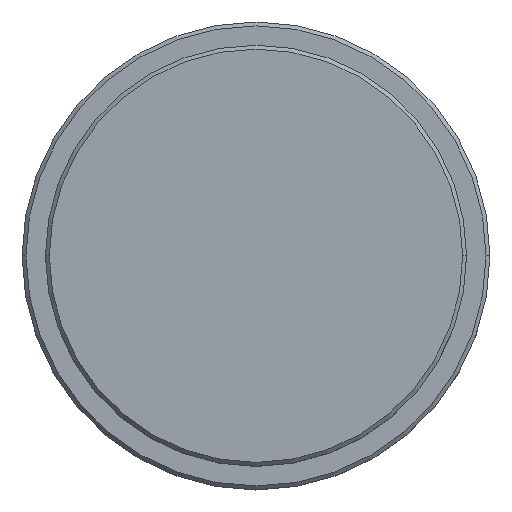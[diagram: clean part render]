
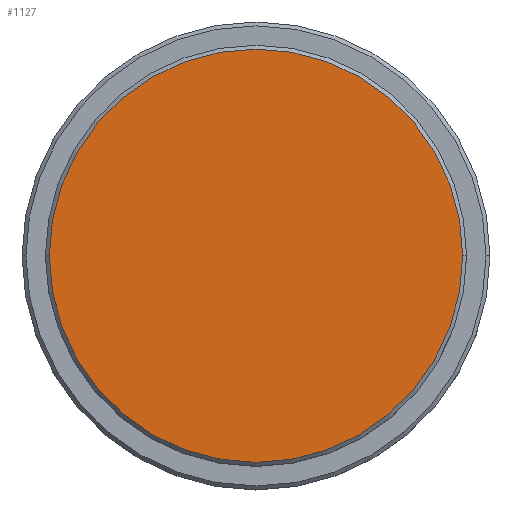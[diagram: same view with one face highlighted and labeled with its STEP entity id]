
A CAD part, top view. The second image highlights one B-rep face of the part: STEP entity #1127.
In plain terms, the highlighted planar face has unit normal (0, 0, 1).
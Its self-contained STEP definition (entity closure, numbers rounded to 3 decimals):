
#152 = CARTESIAN_POINT ( 'NONE',  ( 0., 0., 0. ) ) ;
#176 = CARTESIAN_POINT ( 'NONE',  ( -26.5, 0., 0. ) ) ;
#464 = VERTEX_POINT ( 'NONE', #176 ) ;
#550 = DIRECTION ( 'NONE',  ( 0., 0., 1. ) ) ;
#591 = DIRECTION ( 'NONE',  ( 0., 0., 1. ) ) ;
#643 = CARTESIAN_POINT ( 'NONE',  ( 26.5, 0., 0. ) ) ;
#665 = AXIS2_PLACEMENT_3D ( 'NONE', #152, #1366, #926 ) ;
#819 = EDGE_LOOP ( 'NONE', ( #886, #1006 ) ) ;
#821 = AXIS2_PLACEMENT_3D ( 'NONE', #1356, #591, #1360 ) ;
#855 = DIRECTION ( 'NONE',  ( 1., 0., 0. ) ) ;
#886 = ORIENTED_EDGE ( 'NONE', *, *, #1014, .T. ) ;
#907 = EDGE_CURVE ( 'NONE', #1244, #464, #1331, .T. ) ;
#926 = DIRECTION ( 'NONE',  ( 1., 0., 0. ) ) ;
#1006 = ORIENTED_EDGE ( 'NONE', *, *, #907, .T. ) ;
#1014 = EDGE_CURVE ( 'NONE', #464, #1244, #1217, .T. ) ;
#1066 = PLANE ( 'NONE',  #1145 ) ;
#1127 = ADVANCED_FACE ( 'NONE', ( #1176 ), #1066, .T. ) ;
#1145 = AXIS2_PLACEMENT_3D ( 'NONE', #1383, #550, #855 ) ;
#1176 = FACE_OUTER_BOUND ( 'NONE', #819, .T. ) ;
#1217 = CIRCLE ( 'NONE', #665, 26.5 ) ;
#1244 = VERTEX_POINT ( 'NONE', #643 ) ;
#1331 = CIRCLE ( 'NONE', #821, 26.5 ) ;
#1356 = CARTESIAN_POINT ( 'NONE',  ( 0., 0., 0. ) ) ;
#1360 = DIRECTION ( 'NONE',  ( 1., 0., 0. ) ) ;
#1366 = DIRECTION ( 'NONE',  ( 0., 0., 1. ) ) ;
#1383 = CARTESIAN_POINT ( 'NONE',  ( 0., 0., 0. ) ) ;
